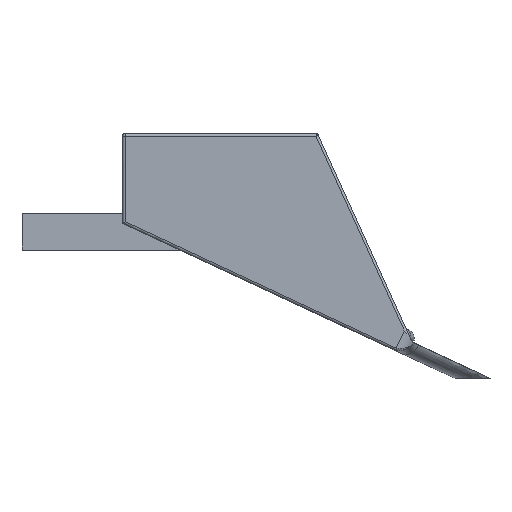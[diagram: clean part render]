
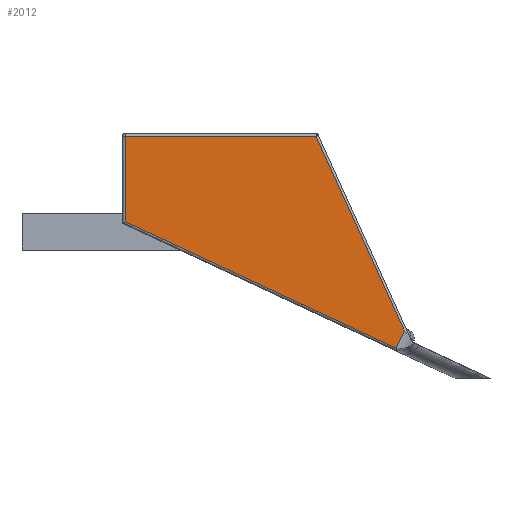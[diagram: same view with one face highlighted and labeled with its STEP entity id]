
A CAD part, left-side view. The second image highlights one B-rep face of the part: STEP entity #2012.
In plain terms, the highlighted planar face has unit normal (-1, 0, 0).
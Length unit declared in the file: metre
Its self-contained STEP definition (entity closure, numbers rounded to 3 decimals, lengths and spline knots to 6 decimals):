
#65=B_SPLINE_CURVE_WITH_KNOTS('',3,(#3356,#3357,#3358,#3359),
 .UNSPECIFIED.,.F.,.F.,(4,4),(0.,0.00118),.UNSPECIFIED.);
#120=PLANE('',#2213);
#450=ORIENTED_EDGE('',*,*,#1006,.T.);
#451=ORIENTED_EDGE('',*,*,#1009,.T.);
#452=ORIENTED_EDGE('',*,*,#1010,.F.);
#453=ORIENTED_EDGE('',*,*,#993,.F.);
#454=ORIENTED_EDGE('',*,*,#1011,.F.);
#455=ORIENTED_EDGE('',*,*,#1012,.F.);
#993=EDGE_CURVE('',#1268,#1266,#1434,.F.);
#1006=EDGE_CURVE('',#1273,#1275,#65,.T.);
#1009=EDGE_CURVE('',#1275,#1276,#1438,.F.);
#1010=EDGE_CURVE('',#1266,#1276,#1439,.F.);
#1011=EDGE_CURVE('',#1277,#1268,#1440,.T.);
#1012=EDGE_CURVE('',#1273,#1277,#1441,.T.);
#1266=VERTEX_POINT('',#3312);
#1268=VERTEX_POINT('',#3316);
#1273=VERTEX_POINT('',#3348);
#1275=VERTEX_POINT('',#3355);
#1276=VERTEX_POINT('',#3396);
#1277=VERTEX_POINT('',#3399);
#1434=LINE('',#3317,#1580);
#1438=LINE('',#3395,#1584);
#1439=LINE('',#3397,#1585);
#1440=LINE('',#3398,#1586);
#1441=LINE('',#3400,#1587);
#1580=VECTOR('',#2579,1.);
#1584=VECTOR('',#2609,1.);
#1585=VECTOR('',#2610,1.);
#1586=VECTOR('',#2611,1.);
#1587=VECTOR('',#2612,1.);
#1711=EDGE_LOOP('',(#450,#451,#452,#453,#454,#455));
#1843=FACE_BOUND('',#1711,.T.);
#2012=ADVANCED_FACE('',(#1843),#120,.T.);
#2213=AXIS2_PLACEMENT_3D('',#3394,#2607,#2608);
#2579=DIRECTION('',(0.,1.,0.));
#2607=DIRECTION('',(-1.,0.,0.));
#2608=DIRECTION('',(0.,1.,0.));
#2609=DIRECTION('',(0.,0.423,-0.906));
#2610=DIRECTION('',(0.,0.413,0.911));
#2611=DIRECTION('',(0.,0.,1.));
#2612=DIRECTION('',(0.,0.906,0.423));
#3312=CARTESIAN_POINT('',(-0.094,-0.029842,0.098946));
#3316=CARTESIAN_POINT('',(-0.094,0.048142,0.098946));
#3317=CARTESIAN_POINT('',(-0.094,-0.009952,0.098946));
#3348=CARTESIAN_POINT('',(-0.094,-0.061557,0.012809));
#3355=CARTESIAN_POINT('',(-0.094,-0.062677,0.012439));
#3356=CARTESIAN_POINT('',(-0.094,-0.061557,0.012809));
#3357=CARTESIAN_POINT('',(-0.094,-0.061916,0.012642));
#3358=CARTESIAN_POINT('',(-0.094,-0.062289,0.012519));
#3359=CARTESIAN_POINT('',(-0.094,-0.062677,0.012439));
#3394=CARTESIAN_POINT('',(-0.094,-0.009952,0.054671));
#3395=CARTESIAN_POINT('',(-0.094,-0.064732,0.016846));
#3396=CARTESIAN_POINT('',(-0.094,-0.065901,0.019353));
#3397=CARTESIAN_POINT('',(-0.094,-0.043098,0.069687));
#3398=CARTESIAN_POINT('',(-0.094,0.048142,0.054671));
#3399=CARTESIAN_POINT('',(-0.094,0.048142,0.063963));
#3400=CARTESIAN_POINT('',(-0.094,0.04872,0.064232));
